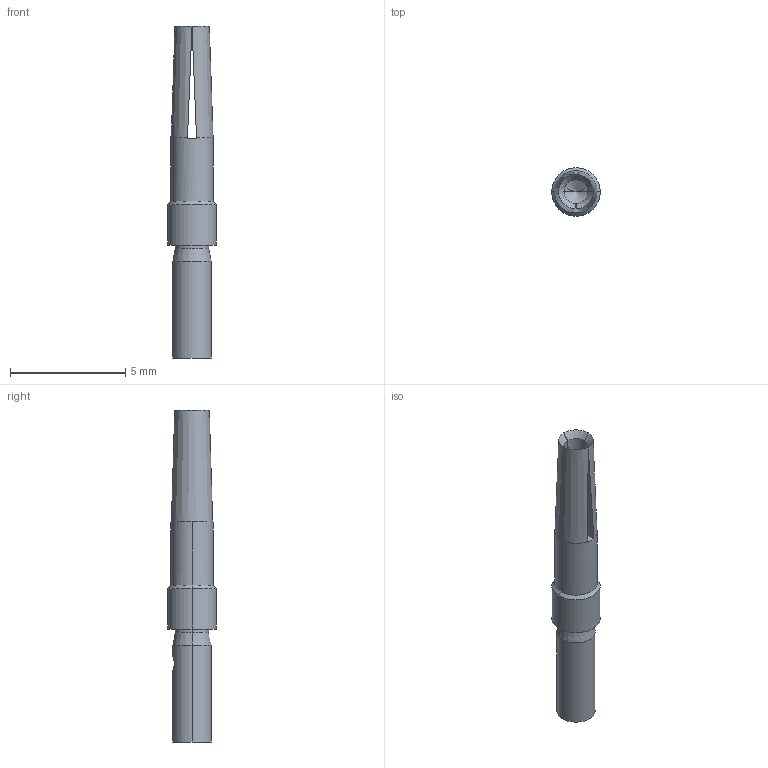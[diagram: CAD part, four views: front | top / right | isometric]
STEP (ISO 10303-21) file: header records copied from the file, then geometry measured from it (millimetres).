
FILE_DESCRIPTION((''),'2;1');
FILE_NAME('CSSF','2017-04-06T',('tl.yang'),(''),'PRO/ENGINEER BY PARAMETRIC TECHNOLOGY CORPORATION, 2011500','PRO/ENGINEER BY PARAMETRIC TECHNOLOGY CORPORATION, 2011500','');
FILE_SCHEMA(('CONFIG_CONTROL_DESIGN'));
Length unit declared in the file: millimetre
Products named in the file (1): CSSF
Bounding box: 2.1 x 2.1 x 14.4 mm (x, y, z)
Volume: 25.6 mm3; surface area: 119.8 mm2
Topology: 1 solids, 1 shells, 42 faces, 100 edges, 58 vertices
Faces by surface type: cylinder 16, cone 16, plane 10
Entity records: 1300 total; most frequent: CARTESIAN_POINT 316, DIRECTION 202, ORIENTED_EDGE 192, EDGE_CURVE 96, AXIS2_PLACEMENT_3D 84, VERTEX_POINT 58, EDGE_LOOP 46, FACE_OUTER_BOUND 42
